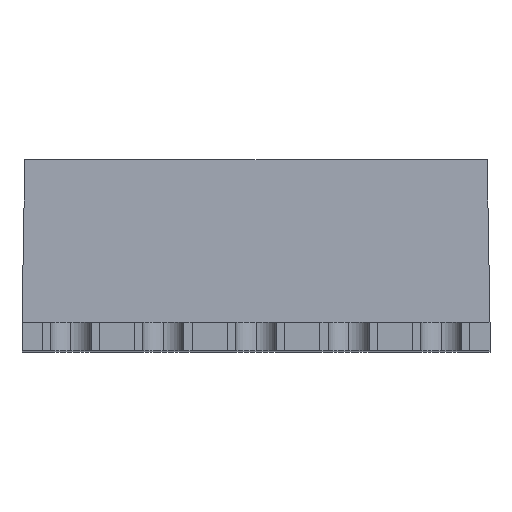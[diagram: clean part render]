
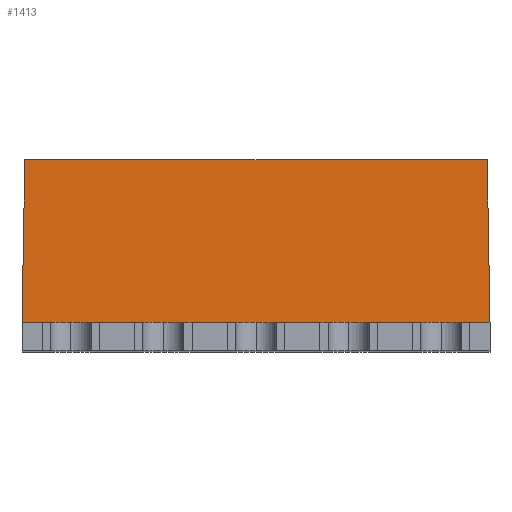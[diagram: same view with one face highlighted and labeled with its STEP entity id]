
A CAD part, top view. The second image highlights one B-rep face of the part: STEP entity #1413.
In plain terms, the highlighted planar face has unit normal (0, 0.018, 1).
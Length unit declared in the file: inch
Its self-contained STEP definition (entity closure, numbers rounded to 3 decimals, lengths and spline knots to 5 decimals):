
#23 = CARTESIAN_POINT ( 'NONE',  ( -0.19291, 0.02362, 0.25591 ) ) ;
#29 = EDGE_CURVE ( 'NONE', #132, #771, #2348, .T. ) ;
#132 = VERTEX_POINT ( 'NONE', #835 ) ;
#134 = VECTOR ( 'NONE', #2248, 39.37008 ) ;
#154 = CARTESIAN_POINT ( 'NONE',  ( 0.1928, 0.03035, 0.25579 ) ) ;
#191 = DIRECTION ( 'NONE',  ( 0.017, -1., 0.017 ) ) ;
#261 = DIRECTION ( 'NONE',  ( -1., 0., 0. ) ) ;
#430 = ORIENTED_EDGE ( 'NONE', *, *, #2584, .T. ) ;
#445 = EDGE_CURVE ( 'NONE', #132, #1752, #2375, .T. ) ;
#512 = CARTESIAN_POINT ( 'NONE',  ( 0.19291, 0.02362, 0.25591 ) ) ;
#666 = CARTESIAN_POINT ( 'NONE',  ( -0.19291, 0.02362, 0.25591 ) ) ;
#691 = VECTOR ( 'NONE', #191, 39.37008 ) ;
#705 = VECTOR ( 'NONE', #261, 39.37008 ) ;
#771 = VERTEX_POINT ( 'NONE', #1073 ) ;
#824 = CARTESIAN_POINT ( 'NONE',  ( -0.19291, 0.02362, 0.25591 ) ) ;
#835 = CARTESIAN_POINT ( 'NONE',  ( 0.19058, 0.15748, 0.25357 ) ) ;
#856 = PLANE ( 'NONE',  #2118 ) ;
#1073 = CARTESIAN_POINT ( 'NONE',  ( -0.19058, 0.15748, 0.25357 ) ) ;
#1174 = EDGE_LOOP ( 'NONE', ( #1920, #1974, #1511, #430 ) ) ;
#1221 = EDGE_CURVE ( 'NONE', #1752, #1554, #1773, .T. ) ;
#1226 = CARTESIAN_POINT ( 'NONE',  ( 0., 0.15748, 0.25357 ) ) ;
#1352 = DIRECTION ( 'NONE',  ( -0.017, -1., 0.017 ) ) ;
#1382 = LINE ( 'NONE', #2600, #1870 ) ;
#1413 = ADVANCED_FACE ( 'NONE', ( #1805 ), #856, .T. ) ;
#1511 = ORIENTED_EDGE ( 'NONE', *, *, #29, .T. ) ;
#1554 = VERTEX_POINT ( 'NONE', #666 ) ;
#1752 = VERTEX_POINT ( 'NONE', #512 ) ;
#1773 = LINE ( 'NONE', #23, #705 ) ;
#1805 = FACE_OUTER_BOUND ( 'NONE', #1174, .T. ) ;
#1870 = VECTOR ( 'NONE', #1352, 39.37008 ) ;
#1920 = ORIENTED_EDGE ( 'NONE', *, *, #1221, .F. ) ;
#1974 = ORIENTED_EDGE ( 'NONE', *, *, #445, .F. ) ;
#2118 = AXIS2_PLACEMENT_3D ( 'NONE', #824, #2311, #2334 ) ;
#2248 = DIRECTION ( 'NONE',  ( -1., 0., 0. ) ) ;
#2311 = DIRECTION ( 'NONE',  ( 0., 0.017, 1. ) ) ;
#2334 = DIRECTION ( 'NONE',  ( 0., 1., -0.017 ) ) ;
#2348 = LINE ( 'NONE', #1226, #134 ) ;
#2375 = LINE ( 'NONE', #154, #691 ) ;
#2584 = EDGE_CURVE ( 'NONE', #771, #1554, #1382, .T. ) ;
#2600 = CARTESIAN_POINT ( 'NONE',  ( -0.19276, 0.03255, 0.25575 ) ) ;
